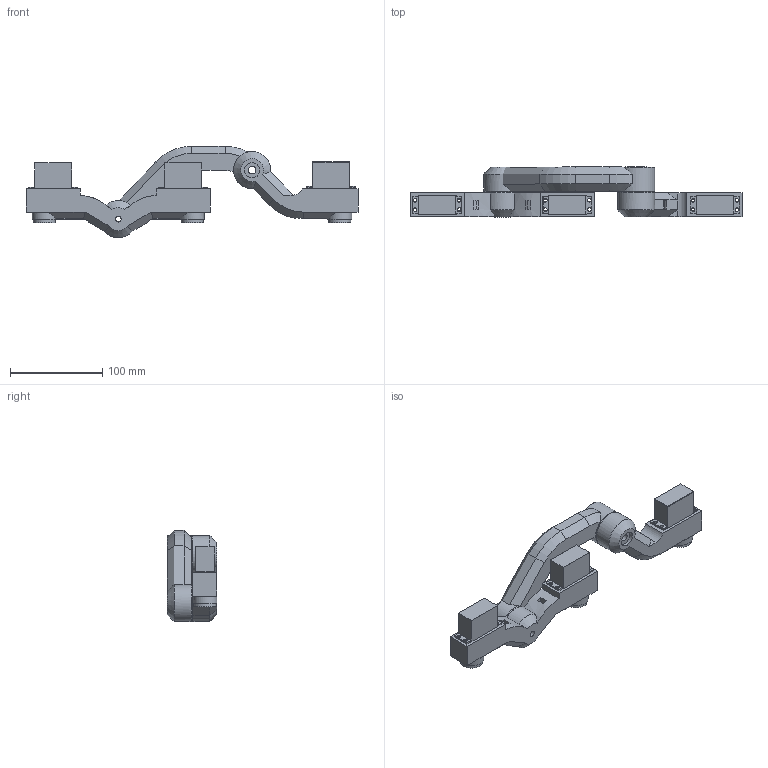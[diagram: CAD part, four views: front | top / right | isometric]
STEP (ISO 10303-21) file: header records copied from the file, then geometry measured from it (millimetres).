
FILE_DESCRIPTION(/* description */ (''),/* implementation_level */ '2;1');
FILE_NAME(/* name */ 'Rocker_Bogie_Suspension_Right v5.step',/* time_stamp */ '2024-07-02T20:54:38+02:00',/* author */ (''),/* organization */ (''),/* preprocessor_version */ 'ST-DEVELOPER v20',/* originating_system */ 'Autodesk Translation Framework v13.14.0.145',/* authorisation */ '');
FILE_SCHEMA (('AUTOMOTIVE_DESIGN { 1 0 10303 214 3 1 1 }'));
Length unit declared in the file: millimetre
Products named in the file (9): Rocker_Bogie_Suspension_Right; Main Arm; Front_arm; Endstop; Back_arm; MG-996R; Coupler; Coupler_1; Coupler_2
Assembly tree (11 placements, depth 3):
  Rocker_Bogie_Suspension_Right
    Main Arm
    Front_arm
    Endstop
    Back_arm
      MG-996R
    MG-996R  x3
    Coupler
    Coupler_1
    Coupler_2
Bounding box: 359.45 x 54 x 98.74 mm (x, y, z)
Volume: 367216.2 mm3; surface area: 144511.2 mm2
Topology: 15 solids, 27 shells, 4191 faces, 10724 edges, 6589 vertices
Faces by surface type: plane 2039, cylinder 890, bspline 804, torus 200, sphere 153, cone 105
Full cylindrical faces by diameter (mm): 2.8 x3, 3.3 x9, 3.4 x3, 4 x12, 5.8 x6, 6.2 x1, 6.3 x1, 8.111 x4, 8.2 x2, 10 x4, 16.5 x1, 18.6 x3, 19.8 x6, 20 x3, 24 x3, 40 x2
Entity records: 62314 total; most frequent: CARTESIAN_POINT 21406, ORIENTED_EDGE 8730, DIRECTION 8153, EDGE_CURVE 4365, AXIS2_PLACEMENT_3D 2848, VERTEX_POINT 2719, LINE 2457, VECTOR 2457
